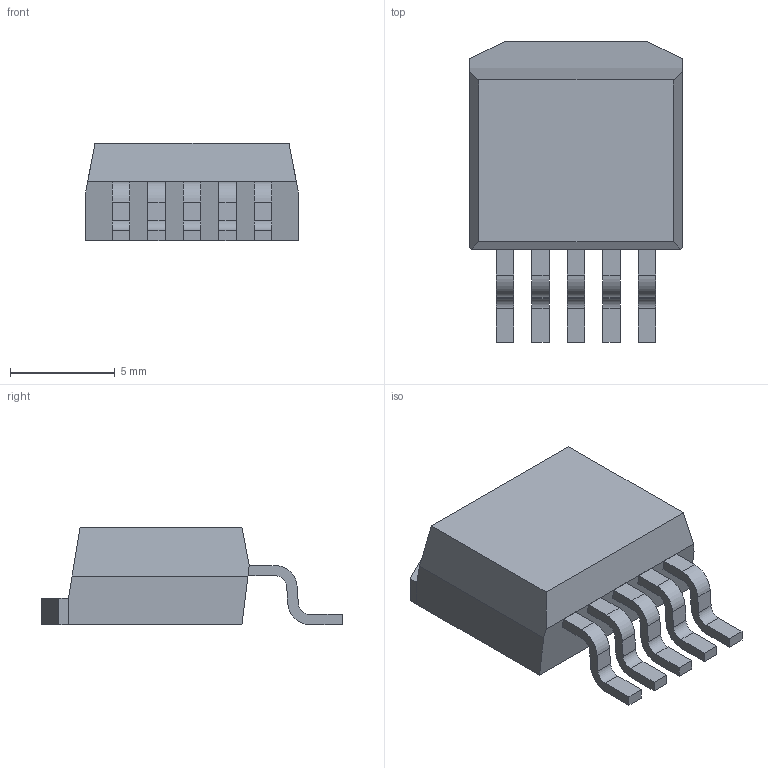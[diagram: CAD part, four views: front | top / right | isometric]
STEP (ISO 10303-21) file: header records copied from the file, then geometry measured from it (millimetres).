
FILE_DESCRIPTION (( 'STEP AP214' ), '1' );
FILE_NAME ('XL6009-XLSEMI.STEP', '2019-11-11T07:39:26', ( '' ), ( '' ), 'SwSTEP 2.0', 'SolidWorks 2017', '' );
FILE_SCHEMA (( 'AUTOMOTIVE_DESIGN' ));
Length unit declared in the file: millimetre
Products named in the file (1): XL6009-XLSEMI
Bounding box: 10.16 x 14.35 x 4.65 mm (x, y, z)
Volume: 409.4 mm3; surface area: 462.7 mm2
Topology: 7 solids, 7 shells, 88 faces, 222 edges, 148 vertices
Faces by surface type: plane 68, cylinder 20
Entity records: 2714 total; most frequent: CARTESIAN_POINT 459, ORIENTED_EDGE 444, DIRECTION 440, EDGE_CURVE 222, LINE 182, VECTOR 182, VERTEX_POINT 148, AXIS2_PLACEMENT_3D 129
